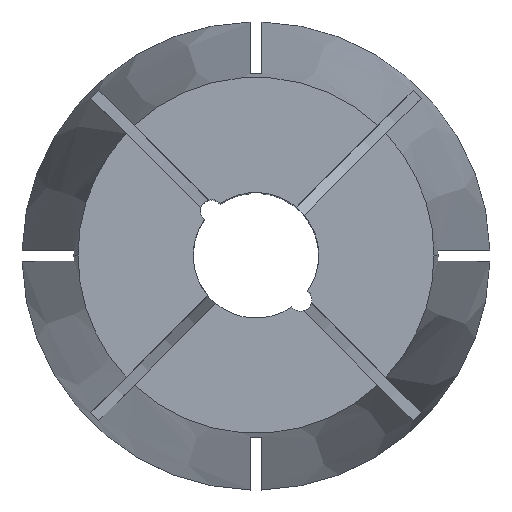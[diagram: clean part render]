
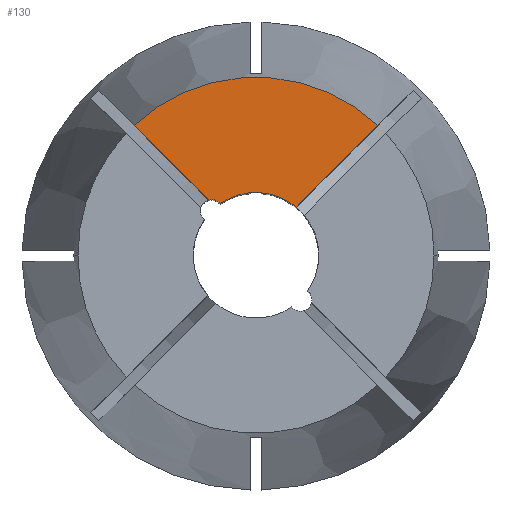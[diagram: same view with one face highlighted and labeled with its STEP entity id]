
A CAD part, top view. The second image highlights one B-rep face of the part: STEP entity #130.
In plain terms, the highlighted planar face has unit normal (0, 0, 1).
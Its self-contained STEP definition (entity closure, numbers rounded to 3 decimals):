
#130 = ADVANCED_FACE ( 'NONE', ( #1797 ), #244, .F. ) ;
#131 = AXIS2_PLACEMENT_3D ( 'NONE', #500, #1723, #676 ) ;
#157 = AXIS2_PLACEMENT_3D ( 'NONE', #970, #2170, #1135 ) ;
#219 = DIRECTION ( 'NONE',  ( 0., 0., 1. ) ) ;
#244 = PLANE ( 'NONE',  #1987 ) ;
#276 = CIRCLE ( 'NONE', #131, 5.5 ) ;
#318 = CARTESIAN_POINT ( 'NONE',  ( 3.519, 4.227, 0. ) ) ;
#333 = VERTEX_POINT ( 'NONE', #318 ) ;
#383 = CARTESIAN_POINT ( 'NONE',  ( 0.354, 0.354, 0. ) ) ;
#442 = VERTEX_POINT ( 'NONE', #2110 ) ;
#500 = CARTESIAN_POINT ( 'NONE',  ( 0., 0., 0. ) ) ;
#523 = CARTESIAN_POINT ( 'NONE',  ( -10.668, 11.375, 0. ) ) ;
#540 = DIRECTION ( 'NONE',  ( 0., 0., -1. ) ) ;
#600 = ORIENTED_EDGE ( 'NONE', *, *, #1952, .T. ) ;
#615 = ORIENTED_EDGE ( 'NONE', *, *, #2026, .F. ) ;
#618 = EDGE_CURVE ( 'NONE', #333, #442, #276, .T. ) ;
#676 = DIRECTION ( 'NONE',  ( 1., 0., 0. ) ) ;
#731 = VERTEX_POINT ( 'NONE', #523 ) ;
#732 = CARTESIAN_POINT ( 'NONE',  ( -4.148, 4.855, 0. ) ) ;
#748 = DIRECTION ( 'NONE',  ( -1., 0., 0. ) ) ;
#916 = CARTESIAN_POINT ( 'NONE',  ( 0., 0., 0. ) ) ;
#947 = ORIENTED_EDGE ( 'NONE', *, *, #1153, .T. ) ;
#970 = CARTESIAN_POINT ( 'NONE',  ( 0., 0., 0. ) ) ;
#1028 = ORIENTED_EDGE ( 'NONE', *, *, #1240, .T. ) ;
#1038 = CIRCLE ( 'NONE', #1907, 1. ) ;
#1098 = VECTOR ( 'NONE', #1605, 1000. ) ;
#1135 = DIRECTION ( 'NONE',  ( 1., 0., 0. ) ) ;
#1153 = EDGE_CURVE ( 'NONE', #1218, #731, #1768, .T. ) ;
#1218 = VERTEX_POINT ( 'NONE', #1911 ) ;
#1239 = CARTESIAN_POINT ( 'NONE',  ( -3.889, 3.889, 0. ) ) ;
#1240 = EDGE_CURVE ( 'NONE', #333, #1218, #2098, .T. ) ;
#1374 = EDGE_LOOP ( 'NONE', ( #600, #615, #1668, #1028, #947 ) ) ;
#1416 = DIRECTION ( 'NONE',  ( -1., 0., 0. ) ) ;
#1605 = DIRECTION ( 'NONE',  ( 0.707, -0.707, 0. ) ) ;
#1668 = ORIENTED_EDGE ( 'NONE', *, *, #618, .F. ) ;
#1679 = LINE ( 'NONE', #383, #1098 ) ;
#1723 = DIRECTION ( 'NONE',  ( 0., 0., 1. ) ) ;
#1757 = CARTESIAN_POINT ( 'NONE',  ( -0.354, 0.354, 0. ) ) ;
#1768 = CIRCLE ( 'NONE', #157, 15.595 ) ;
#1797 = FACE_OUTER_BOUND ( 'NONE', #1374, .T. ) ;
#1907 = AXIS2_PLACEMENT_3D ( 'NONE', #1239, #219, #1416 ) ;
#1911 = CARTESIAN_POINT ( 'NONE',  ( 10.668, 11.375, 0. ) ) ;
#1919 = DIRECTION ( 'NONE',  ( 0.707, 0.707, 0. ) ) ;
#1952 = EDGE_CURVE ( 'NONE', #731, #2079, #1679, .T. ) ;
#1987 = AXIS2_PLACEMENT_3D ( 'NONE', #916, #540, #748 ) ;
#2026 = EDGE_CURVE ( 'NONE', #442, #2079, #1038, .T. ) ;
#2049 = VECTOR ( 'NONE', #1919, 1000. ) ;
#2079 = VERTEX_POINT ( 'NONE', #732 ) ;
#2098 = LINE ( 'NONE', #1757, #2049 ) ;
#2110 = CARTESIAN_POINT ( 'NONE',  ( -3.121, 4.529, 0. ) ) ;
#2170 = DIRECTION ( 'NONE',  ( 0., 0., 1. ) ) ;
